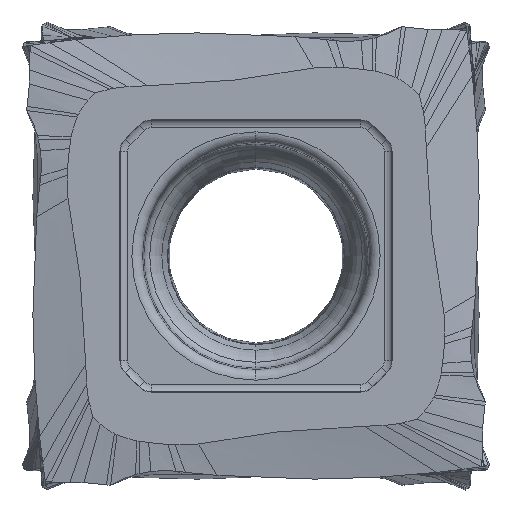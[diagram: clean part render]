
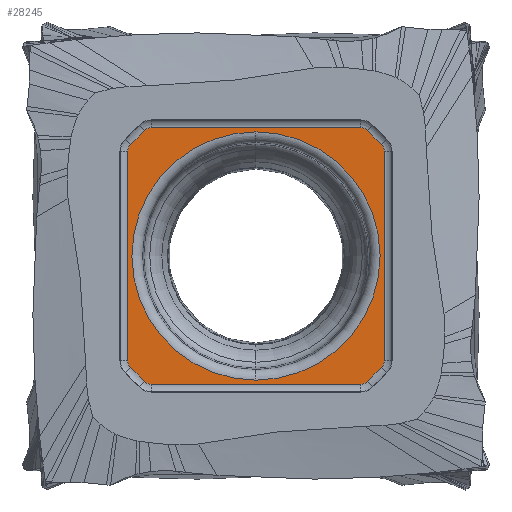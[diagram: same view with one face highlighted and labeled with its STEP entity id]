
A CAD part, front view. The second image highlights one B-rep face of the part: STEP entity #28245.
In plain terms, the highlighted planar face has unit normal (0, -1, 0).
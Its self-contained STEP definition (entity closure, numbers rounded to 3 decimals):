
#8871=CARTESIAN_POINT('',(-3.,0.1,3.4));
#8872=DIRECTION('',(0.,1.,0.));
#8873=DIRECTION('',(-0.707,0.,0.707));
#8874=AXIS2_PLACEMENT_3D('',#8871,#8872,#8873);
#8879=CARTESIAN_POINT('',(3.,0.1,3.4));
#8880=DIRECTION('',(0.,1.,0.));
#8881=DIRECTION('',(0.,0.,1.));
#8882=AXIS2_PLACEMENT_3D('',#8879,#8880,#8881);
#8887=DIRECTION('',(0.707,0.,-0.707));
#8888=VECTOR('',#8887,0.566);
#8889=CARTESIAN_POINT('',(3.195,0.1,3.595));
#8890=LINE('',#8889,#8888);
#8894=CARTESIAN_POINT('',(3.4,0.1,3.));
#8895=DIRECTION('',(0.,1.,0.));
#8896=DIRECTION('',(0.707,0.,0.707));
#8897=AXIS2_PLACEMENT_3D('',#8894,#8895,#8896);
#8902=CARTESIAN_POINT('',(3.4,0.1,-3.));
#8903=DIRECTION('',(0.,1.,0.));
#8904=DIRECTION('',(1.,0.,0.));
#8905=AXIS2_PLACEMENT_3D('',#8902,#8903,#8904);
#8910=DIRECTION('',(-0.707,0.,-0.707));
#8911=VECTOR('',#8910,0.566);
#8912=CARTESIAN_POINT('',(3.595,0.1,
-3.195));
#8913=LINE('',#8912,#8911);
#8917=CARTESIAN_POINT('',(3.,0.1,
-3.4));
#8918=DIRECTION('',(0.,1.,0.));
#8919=DIRECTION('',(0.707,0.,-0.707));
#8920=AXIS2_PLACEMENT_3D('',#8917,#8918,#8919);
#8925=CARTESIAN_POINT('',(-3.,0.1,
-3.4));
#8926=DIRECTION('',(0.,1.,0.));
#8927=DIRECTION('',(0.,0.,-1.));
#8928=AXIS2_PLACEMENT_3D('',#8925,#8926,#8927);
#8933=DIRECTION('',(-0.707,0.,0.707));
#8934=VECTOR('',#8933,0.566);
#8935=CARTESIAN_POINT('',(-3.195,0.1,-3.595));
#8936=LINE('',#8935,#8934);
#8940=CARTESIAN_POINT('',(-3.4,0.1,-3.));
#8941=DIRECTION('',(0.,1.,0.));
#8942=DIRECTION('',(-0.707,0.,-0.707));
#8943=AXIS2_PLACEMENT_3D('',#8940,#8941,#8942);
#8948=CARTESIAN_POINT('',(-3.4,0.1,
3.));
#8949=DIRECTION('',(0.,1.,0.));
#8950=DIRECTION('',(-1.,0.,0.));
#8951=AXIS2_PLACEMENT_3D('',#8948,#8949,#8950);
#8956=DIRECTION('',(0.707,0.,0.707));
#8957=VECTOR('',#8956,0.566);
#8958=CARTESIAN_POINT('',(-3.595,0.1,
3.195));
#8959=LINE('',#8958,#8957);
#8963=CARTESIAN_POINT('',(0.,0.1,0.));
#8964=DIRECTION('',(0.,-1.,0.));
#8965=DIRECTION('',(-0.005,0.,1.));
#8966=AXIS2_PLACEMENT_3D('',#8963,#8964,#8965);
#8971=CARTESIAN_POINT('',(0.,0.1,0.));
#8972=DIRECTION('',(0.,-1.,0.));
#8973=DIRECTION('',(0.005,0.,-1.));
#8974=AXIS2_PLACEMENT_3D('',#8971,#8972,#8973);
#9027=DIRECTION('',(0.,0.,-1.));
#9028=VECTOR('',#9027,6.);
#9029=CARTESIAN_POINT('',(-3.676,0.1,
3.));
#9030=LINE('',#9029,#9028);
#9041=DIRECTION('',(-1.,0.,0.));
#9042=VECTOR('',#9041,6.);
#9043=CARTESIAN_POINT('',(3.,0.1,3.676));
#9044=LINE('',#9043,#9042);
#9103=DIRECTION('',(0.,0.,1.));
#9104=VECTOR('',#9103,6.);
#9105=CARTESIAN_POINT('',(3.676,0.1,
-3.));
#9106=LINE('',#9105,#9104);
#9165=DIRECTION('',(1.,0.,0.));
#9166=VECTOR('',#9165,6.);
#9167=CARTESIAN_POINT('',(-3.,0.1,
-3.676));
#9168=LINE('',#9167,#9166);
#9203=CARTESIAN_POINT('',(0.,0.1,0.));
#9204=DIRECTION('',(0.,1.,0.));
#9205=DIRECTION('',(-0.005,0.,1.));
#9206=AXIS2_PLACEMENT_3D('',#9203,#9204,#9205);
#9235=CARTESIAN_POINT('',(0.,0.1,0.));
#9236=DIRECTION('',(0.,1.,0.));
#9237=DIRECTION('',(0.005,0.,-1.));
#9238=AXIS2_PLACEMENT_3D('',#9235,#9236,#9237);
#11342=CARTESIAN_POINT('',(-3.595,0.1,
-3.195));
#11343=CARTESIAN_POINT('',(-3.676,0.1,
-3.));
#11344=VERTEX_POINT('',#11342);
#11345=VERTEX_POINT('',#11343);
#11346=CARTESIAN_POINT('',(-3.195,0.1,
3.595));
#11347=CARTESIAN_POINT('',(-3.,0.1,
3.676));
#11348=VERTEX_POINT('',#11346);
#11349=VERTEX_POINT('',#11347);
#11350=CARTESIAN_POINT('',(3.,0.1,
3.676));
#11351=VERTEX_POINT('',#11350);
#11352=CARTESIAN_POINT('',(3.195,0.1,
3.595));
#11353=VERTEX_POINT('',#11352);
#11354=CARTESIAN_POINT('',(3.595,0.1,
3.195));
#11355=VERTEX_POINT('',#11354);
#11356=CARTESIAN_POINT('',(3.676,0.1,
3.));
#11357=VERTEX_POINT('',#11356);
#11358=CARTESIAN_POINT('',(3.676,0.1,
-3.));
#11359=VERTEX_POINT('',#11358);
#11360=CARTESIAN_POINT('',(3.595,0.1,
-3.195));
#11361=VERTEX_POINT('',#11360);
#11362=CARTESIAN_POINT('',(3.195,0.1,
-3.595));
#11363=VERTEX_POINT('',#11362);
#11364=CARTESIAN_POINT('',(3.,0.1,
-3.676));
#11365=VERTEX_POINT('',#11364);
#11366=CARTESIAN_POINT('',(-3.,0.1,
-3.676));
#11367=VERTEX_POINT('',#11366);
#11368=CARTESIAN_POINT('',(-3.195,0.1,
-3.595));
#11369=VERTEX_POINT('',#11368);
#11370=CARTESIAN_POINT('',(-3.676,0.1,
3.));
#11371=VERTEX_POINT('',#11370);
#11372=CARTESIAN_POINT('',(-3.595,0.1,
3.195));
#11373=VERTEX_POINT('',#11372);
#11374=CARTESIAN_POINT('',(-0.017,0.1,
3.558));
#11375=CARTESIAN_POINT('',(0.,0.1,
3.558));
#11376=VERTEX_POINT('',#11374);
#11377=VERTEX_POINT('',#11375);
#11378=CARTESIAN_POINT('',(0.,0.1,
-3.558));
#11379=VERTEX_POINT('',#11378);
#11380=CARTESIAN_POINT('',(0.017,0.1,
-3.558));
#11381=VERTEX_POINT('',#11380);
#28197=CARTESIAN_POINT('',(-6.009,0.1,
-6.674));
#28198=DIRECTION('',(0.,-1.,0.));
#28199=DIRECTION('',(1.,0.,0.));
#28200=AXIS2_PLACEMENT_3D('',#28197,#28198,#28199);
#28201=PLANE('',#28200);
#28203=ORIENTED_EDGE('',*,*,#28202,.T.);
#28205=ORIENTED_EDGE('',*,*,#28204,.F.);
#28207=ORIENTED_EDGE('',*,*,#28206,.T.);
#28209=ORIENTED_EDGE('',*,*,#28208,.T.);
#28211=ORIENTED_EDGE('',*,*,#28210,.T.);
#28213=ORIENTED_EDGE('',*,*,#28212,.F.);
#28215=ORIENTED_EDGE('',*,*,#28214,.T.);
#28217=ORIENTED_EDGE('',*,*,#28216,.T.);
#28219=ORIENTED_EDGE('',*,*,#28218,.T.);
#28221=ORIENTED_EDGE('',*,*,#28220,.F.);
#28223=ORIENTED_EDGE('',*,*,#28222,.T.);
#28225=ORIENTED_EDGE('',*,*,#28224,.T.);
#28226=ORIENTED_EDGE('',*,*,#28187,.T.);
#28228=ORIENTED_EDGE('',*,*,#28227,.F.);
#28230=ORIENTED_EDGE('',*,*,#28229,.T.);
#28232=ORIENTED_EDGE('',*,*,#28231,.T.);
#28233=EDGE_LOOP('',(#28203,#28205,#28207,#28209,#28211,#28213,#28215,#28217,
#28219,#28221,#28223,#28225,#28226,#28228,#28230,#28232));
#28234=FACE_OUTER_BOUND('',#28233,.F.);
#28236=ORIENTED_EDGE('',*,*,#28235,.F.);
#28238=ORIENTED_EDGE('',*,*,#28237,.T.);
#28240=ORIENTED_EDGE('',*,*,#28239,.F.);
#28242=ORIENTED_EDGE('',*,*,#28241,.T.);
#28243=EDGE_LOOP('',(#28236,#28238,#28240,#28242));
#28244=FACE_BOUND('',#28243,.F.);
#28245=ADVANCED_FACE('',(#28234,#28244),#28201,.T.);
#8875=CIRCLE('',#8874,0.276);
#8883=CIRCLE('',#8882,0.276);
#8898=CIRCLE('',#8897,0.276);
#8906=CIRCLE('',#8905,0.276);
#8921=CIRCLE('',#8920,0.276);
#8929=CIRCLE('',#8928,0.276);
#8944=CIRCLE('',#8943,0.276);
#8952=CIRCLE('',#8951,0.276);
#8967=CIRCLE('',#8966,3.558);
#8975=CIRCLE('',#8974,3.558);
#9207=CIRCLE('',#9206,3.558);
#9239=CIRCLE('',#9238,3.558);
#28187=EDGE_CURVE('',#11344,#11345,#8944,.T.);
#28202=EDGE_CURVE('',#11348,#11349,#8875,.T.);
#28204=EDGE_CURVE('',#11351,#11349,#9044,.T.);
#28206=EDGE_CURVE('',#11351,#11353,#8883,.T.);
#28208=EDGE_CURVE('',#11353,#11355,#8890,.T.);
#28210=EDGE_CURVE('',#11355,#11357,#8898,.T.);
#28212=EDGE_CURVE('',#11359,#11357,#9106,.T.);
#28214=EDGE_CURVE('',#11359,#11361,#8906,.T.);
#28216=EDGE_CURVE('',#11361,#11363,#8913,.T.);
#28218=EDGE_CURVE('',#11363,#11365,#8921,.T.);
#28220=EDGE_CURVE('',#11367,#11365,#9168,.T.);
#28222=EDGE_CURVE('',#11367,#11369,#8929,.T.);
#28224=EDGE_CURVE('',#11369,#11344,#8936,.T.);
#28227=EDGE_CURVE('',#11371,#11345,#9030,.T.);
#28229=EDGE_CURVE('',#11371,#11373,#8952,.T.);
#28231=EDGE_CURVE('',#11373,#11348,#8959,.T.);
#28235=EDGE_CURVE('',#11376,#11377,#9207,.T.);
#28237=EDGE_CURVE('',#11376,#11379,#8967,.T.);
#28239=EDGE_CURVE('',#11381,#11379,#9239,.T.);
#28241=EDGE_CURVE('',#11381,#11377,#8975,.T.);
